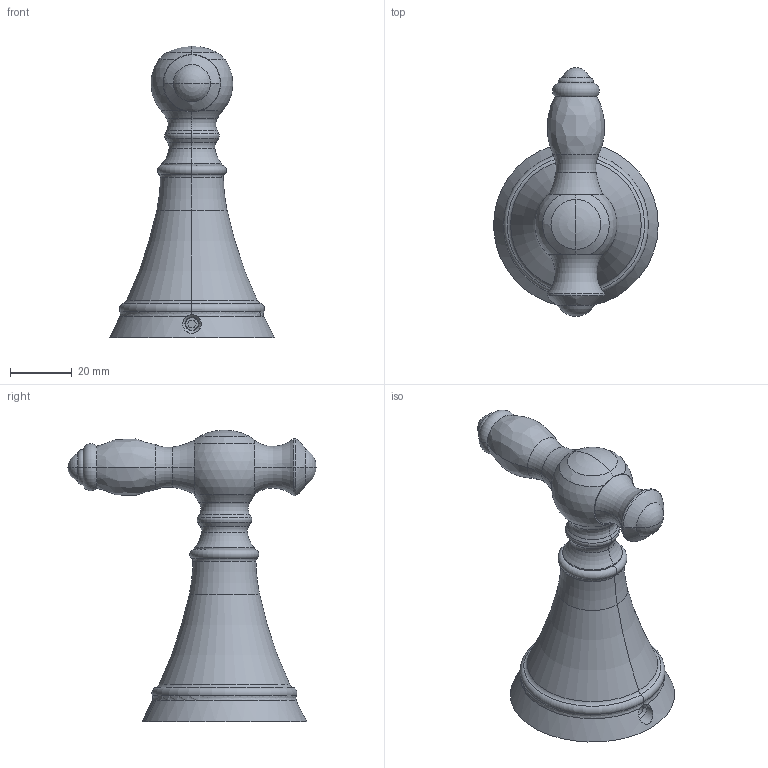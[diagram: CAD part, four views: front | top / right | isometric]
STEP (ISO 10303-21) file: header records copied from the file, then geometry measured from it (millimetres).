
FILE_DESCRIPTION((''),'2;1');
FILE_NAME('80-12_ASM','2015-07-22T',('rsmith'),(''),'PRO/ENGINEER BY PARAMETRIC TECHNOLOGY CORPORATION, 2013150','PRO/ENGINEER BY PARAMETRIC TECHNOLOGY CORPORATION, 2013150','');
FILE_SCHEMA(('CONFIG_CONTROL_DESIGN'));
Length unit declared in the file: millimetre
Products named in the file (8): NCIP-031_5; CCDZ0010; CCEB0026; CCQB0015; CTST4201; CCKT0030; CTST0224; 80-12_ASM
Assembly tree (7 placements, depth 2):
  80-12_ASM
    NCIP-031_5
    CCDZ0010
    CCEB0026
    CCQB0015
    CTST4201
    CCKT0030
    CTST0224
Bounding box: 53.29 x 80.5 x 94.48 mm (x, y, z)
Volume: 40592.8 mm3; surface area: 27674.1 mm2
Topology: 7 solids, 7 shells, 307 faces, 819 edges, 530 vertices
Faces by surface type: cylinder 102, plane 95, torus 60, cone 36, sphere 8, bspline 6
Entity records: 10442 total; most frequent: CARTESIAN_POINT 2460, DIRECTION 1756, ORIENTED_EDGE 1614, EDGE_CURVE 807, AXIS2_PLACEMENT_3D 726, VERTEX_POINT 530, CIRCLE 410, EDGE_LOOP 333
